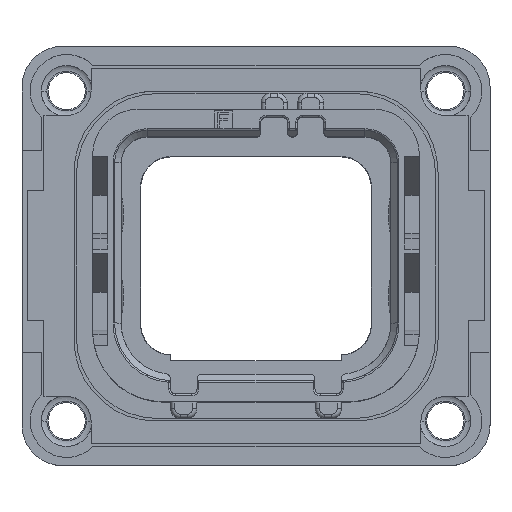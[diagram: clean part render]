
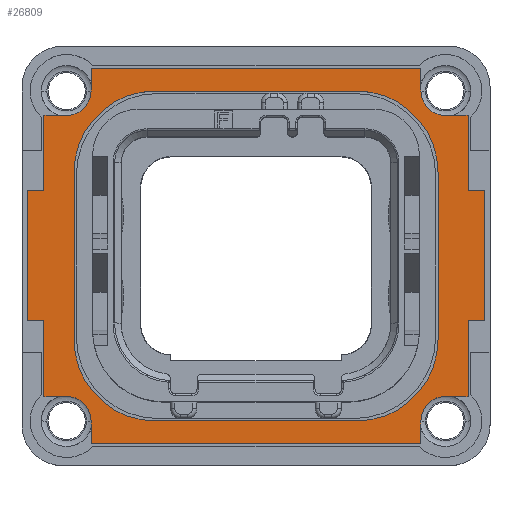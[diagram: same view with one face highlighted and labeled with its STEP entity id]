
A CAD part, top view. The second image highlights one B-rep face of the part: STEP entity #26809.
In plain terms, the highlighted planar face has unit normal (0, 0, 1).
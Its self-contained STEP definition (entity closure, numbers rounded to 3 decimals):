
#961=DIRECTION('',(0.,-1.,0.));
#962=VECTOR('',#961,4.65);
#963=CARTESIAN_POINT('',(-13.05,-4.,2.31));
#964=LINE('',#963,#962);
#965=DIRECTION('',(1.,0.,0.));
#966=VECTOR('',#965,1.);
#967=CARTESIAN_POINT('',(-14.05,-4.,2.31));
#968=LINE('',#967,#966);
#969=DIRECTION('',(0.,-1.,0.));
#970=VECTOR('',#969,8.);
#971=CARTESIAN_POINT('',(-14.05,4.,2.31));
#972=LINE('',#971,#970);
#973=DIRECTION('',(-1.,0.,0.));
#974=VECTOR('',#973,1.);
#975=CARTESIAN_POINT('',(-13.05,4.,2.31));
#976=LINE('',#975,#974);
#977=DIRECTION('',(0.,-1.,0.));
#978=VECTOR('',#977,4.65);
#979=CARTESIAN_POINT('',(-13.05,8.65,2.31));
#980=LINE('',#979,#978);
#981=DIRECTION('',(1.,0.,0.));
#982=VECTOR('',#981,1.4);
#983=CARTESIAN_POINT('',(-13.05,8.65,2.31));
#984=LINE('',#983,#982);
#985=CARTESIAN_POINT('',(-11.65,10.15,2.31));
#986=DIRECTION('',(0.,0.,1.));
#987=DIRECTION('',(0.,-1.,0.));
#988=AXIS2_PLACEMENT_3D('',#985,#986,#987);
#990=DIRECTION('',(0.,-1.,0.));
#991=VECTOR('',#990,1.4);
#992=CARTESIAN_POINT('',(-10.15,11.55,2.31));
#993=LINE('',#992,#991);
#994=DIRECTION('',(-1.,0.,0.));
#995=VECTOR('',#994,20.3);
#996=CARTESIAN_POINT('',(10.15,11.55,2.31));
#997=LINE('',#996,#995);
#998=DIRECTION('',(0.,-1.,0.));
#999=VECTOR('',#998,1.4);
#1000=CARTESIAN_POINT('',(10.15,11.55,2.31));
#1001=LINE('',#1000,#999);
#1002=CARTESIAN_POINT('',(11.65,10.15,2.31));
#1003=DIRECTION('',(0.,0.,1.));
#1004=DIRECTION('',(-1.,0.,0.));
#1005=AXIS2_PLACEMENT_3D('',#1002,#1003,#1004);
#1007=DIRECTION('',(-1.,0.,0.));
#1008=VECTOR('',#1007,1.4);
#1009=CARTESIAN_POINT('',(13.05,8.65,2.31));
#1010=LINE('',#1009,#1008);
#1011=DIRECTION('',(0.,1.,0.));
#1012=VECTOR('',#1011,4.65);
#1013=CARTESIAN_POINT('',(13.05,4.,2.31));
#1014=LINE('',#1013,#1012);
#1015=DIRECTION('',(-1.,0.,0.));
#1016=VECTOR('',#1015,1.);
#1017=CARTESIAN_POINT('',(14.05,4.,2.31));
#1018=LINE('',#1017,#1016);
#1019=DIRECTION('',(0.,1.,0.));
#1020=VECTOR('',#1019,8.);
#1021=CARTESIAN_POINT('',(14.05,-4.,2.31));
#1022=LINE('',#1021,#1020);
#1023=DIRECTION('',(1.,0.,0.));
#1024=VECTOR('',#1023,1.);
#1025=CARTESIAN_POINT('',(13.05,-4.,2.31));
#1026=LINE('',#1025,#1024);
#1027=DIRECTION('',(0.,1.,0.));
#1028=VECTOR('',#1027,4.65);
#1029=CARTESIAN_POINT('',(13.05,-8.65,2.31));
#1030=LINE('',#1029,#1028);
#1031=DIRECTION('',(-1.,0.,0.));
#1032=VECTOR('',#1031,1.4);
#1033=CARTESIAN_POINT('',(13.05,-8.65,2.31));
#1034=LINE('',#1033,#1032);
#1035=CARTESIAN_POINT('',(11.65,-10.15,2.31));
#1036=DIRECTION('',(0.,0.,1.));
#1037=DIRECTION('',(0.,1.,0.));
#1038=AXIS2_PLACEMENT_3D('',#1035,#1036,#1037);
#1040=DIRECTION('',(0.,1.,0.));
#1041=VECTOR('',#1040,1.4);
#1042=CARTESIAN_POINT('',(10.15,-11.55,2.31));
#1043=LINE('',#1042,#1041);
#1044=DIRECTION('',(1.,0.,0.));
#1045=VECTOR('',#1044,20.3);
#1046=CARTESIAN_POINT('',(-10.15,-11.55,2.31));
#1047=LINE('',#1046,#1045);
#1048=DIRECTION('',(0.,1.,0.));
#1049=VECTOR('',#1048,1.4);
#1050=CARTESIAN_POINT('',(-10.15,-11.55,2.31));
#1051=LINE('',#1050,#1049);
#1052=CARTESIAN_POINT('',(-11.65,-10.15,2.31));
#1053=DIRECTION('',(0.,0.,1.));
#1054=DIRECTION('',(1.,0.,0.));
#1055=AXIS2_PLACEMENT_3D('',#1052,#1053,#1054);
#1057=DIRECTION('',(1.,0.,0.));
#1058=VECTOR('',#1057,1.4);
#1059=CARTESIAN_POINT('',(-13.05,-8.65,2.31));
#1060=LINE('',#1059,#1058);
#1061=DIRECTION('',(0.,-1.,0.));
#1062=VECTOR('',#1061,10.3);
#1063=CARTESIAN_POINT('',(11.2,5.15,2.31));
#1064=LINE('',#1063,#1062);
#1065=DIRECTION('',(1.,0.,0.));
#1066=VECTOR('',#1065,12.4);
#1067=CARTESIAN_POINT('',(-6.2,10.15,2.31));
#1068=LINE('',#1067,#1066);
#1069=DIRECTION('',(0.,1.,0.));
#1070=VECTOR('',#1069,10.3);
#1071=CARTESIAN_POINT('',(-11.2,-5.15,2.31));
#1072=LINE('',#1071,#1070);
#1073=DIRECTION('',(-1.,0.,0.));
#1074=VECTOR('',#1073,12.4);
#1075=CARTESIAN_POINT('',(6.2,-10.15,2.31));
#1076=LINE('',#1075,#1074);
#1181=CARTESIAN_POINT('',(-6.2,-5.15,2.31));
#1182=DIRECTION('',(0.,0.,-1.));
#1183=DIRECTION('',(0.,-1.,0.));
#1184=AXIS2_PLACEMENT_3D('',#1181,#1182,#1183);
#1194=CARTESIAN_POINT('',(6.2,-5.15,2.31));
#1195=DIRECTION('',(0.,0.,-1.));
#1196=DIRECTION('',(1.,0.,0.));
#1197=AXIS2_PLACEMENT_3D('',#1194,#1195,#1196);
#1199=CARTESIAN_POINT('',(-6.2,5.15,2.31));
#1200=DIRECTION('',(0.,0.,-1.));
#1201=DIRECTION('',(-1.,0.,0.));
#1202=AXIS2_PLACEMENT_3D('',#1199,#1200,#1201);
#1212=CARTESIAN_POINT('',(6.2,5.15,2.31));
#1213=DIRECTION('',(0.,0.,-1.));
#1214=DIRECTION('',(0.,1.,0.));
#1215=AXIS2_PLACEMENT_3D('',#1212,#1213,#1214);
#24904=CARTESIAN_POINT('',(-11.2,-5.15,2.31));
#24905=CARTESIAN_POINT('',(-11.2,5.15,2.31));
#24906=VERTEX_POINT('',#24904);
#24907=VERTEX_POINT('',#24905);
#24908=CARTESIAN_POINT('',(-6.2,10.15,2.31));
#24909=CARTESIAN_POINT('',(6.2,10.15,2.31));
#24910=VERTEX_POINT('',#24908);
#24911=VERTEX_POINT('',#24909);
#24912=CARTESIAN_POINT('',(11.2,5.15,2.31));
#24913=CARTESIAN_POINT('',(11.2,-5.15,2.31));
#24914=VERTEX_POINT('',#24912);
#24915=VERTEX_POINT('',#24913);
#24916=CARTESIAN_POINT('',(6.2,-10.15,2.31));
#24917=CARTESIAN_POINT('',(-6.2,-10.15,2.31));
#24918=VERTEX_POINT('',#24916);
#24919=VERTEX_POINT('',#24917);
#24936=CARTESIAN_POINT('',(10.15,10.15,2.31));
#24937=CARTESIAN_POINT('',(11.65,8.65,2.31));
#24938=VERTEX_POINT('',#24936);
#24939=VERTEX_POINT('',#24937);
#24940=CARTESIAN_POINT('',(13.05,8.65,2.31));
#24941=VERTEX_POINT('',#24940);
#24942=CARTESIAN_POINT('',(10.15,11.55,2.31));
#24943=VERTEX_POINT('',#24942);
#24944=CARTESIAN_POINT('',(11.65,-8.65,2.31));
#24945=CARTESIAN_POINT('',(10.15,-10.15,2.31));
#24946=VERTEX_POINT('',#24944);
#24947=VERTEX_POINT('',#24945);
#24948=CARTESIAN_POINT('',(10.15,-11.55,2.31));
#24949=VERTEX_POINT('',#24948);
#24950=CARTESIAN_POINT('',(13.05,-8.65,2.31));
#24951=VERTEX_POINT('',#24950);
#24952=CARTESIAN_POINT('',(-10.15,-10.15,2.31));
#24953=CARTESIAN_POINT('',(-11.65,-8.65,2.31));
#24954=VERTEX_POINT('',#24952);
#24955=VERTEX_POINT('',#24953);
#24956=CARTESIAN_POINT('',(-13.05,-8.65,2.31));
#24957=VERTEX_POINT('',#24956);
#24958=CARTESIAN_POINT('',(-10.15,-11.55,2.31));
#24959=VERTEX_POINT('',#24958);
#24960=CARTESIAN_POINT('',(-10.15,11.55,2.31));
#24961=CARTESIAN_POINT('',(-10.15,10.15,2.31));
#24962=VERTEX_POINT('',#24960);
#24963=VERTEX_POINT('',#24961);
#24964=CARTESIAN_POINT('',(-13.05,8.65,2.31));
#24965=CARTESIAN_POINT('',(-11.65,8.65,2.31));
#24966=VERTEX_POINT('',#24964);
#24967=VERTEX_POINT('',#24965);
#24968=CARTESIAN_POINT('',(14.05,-4.,2.31));
#24969=CARTESIAN_POINT('',(14.05,4.,2.31));
#24970=VERTEX_POINT('',#24968);
#24971=VERTEX_POINT('',#24969);
#24972=CARTESIAN_POINT('',(-14.05,4.,2.31));
#24973=CARTESIAN_POINT('',(-14.05,-4.,2.31));
#24974=VERTEX_POINT('',#24972);
#24975=VERTEX_POINT('',#24973);
#24976=CARTESIAN_POINT('',(13.05,-4.,2.31));
#24977=VERTEX_POINT('',#24976);
#24978=CARTESIAN_POINT('',(13.05,4.,2.31));
#24979=VERTEX_POINT('',#24978);
#24980=CARTESIAN_POINT('',(-13.05,4.,2.31));
#24981=VERTEX_POINT('',#24980);
#24982=CARTESIAN_POINT('',(-13.05,-4.,2.31));
#24983=VERTEX_POINT('',#24982);
#26756=CARTESIAN_POINT('',(0.,0.,2.31));
#26757=DIRECTION('',(0.,0.,1.));
#26758=DIRECTION('',(1.,0.,0.));
#26759=AXIS2_PLACEMENT_3D('',#26756,#26757,#26758);
#26760=PLANE('',#26759);
#26761=ORIENTED_EDGE('',*,*,#26380,.F.);
#26762=ORIENTED_EDGE('',*,*,#26394,.F.);
#26763=ORIENTED_EDGE('',*,*,#26408,.F.);
#26764=ORIENTED_EDGE('',*,*,#26422,.F.);
#26765=ORIENTED_EDGE('',*,*,#26436,.F.);
#26766=ORIENTED_EDGE('',*,*,#26452,.T.);
#26768=ORIENTED_EDGE('',*,*,#26767,.T.);
#26769=ORIENTED_EDGE('',*,*,#26511,.F.);
#26770=ORIENTED_EDGE('',*,*,#26527,.F.);
#26771=ORIENTED_EDGE('',*,*,#26543,.T.);
#26773=ORIENTED_EDGE('',*,*,#26772,.T.);
#26774=ORIENTED_EDGE('',*,*,#26602,.F.);
#26775=ORIENTED_EDGE('',*,*,#26618,.F.);
#26776=ORIENTED_EDGE('',*,*,#26632,.F.);
#26777=ORIENTED_EDGE('',*,*,#26646,.F.);
#26778=ORIENTED_EDGE('',*,*,#26660,.F.);
#26779=ORIENTED_EDGE('',*,*,#26674,.F.);
#26780=ORIENTED_EDGE('',*,*,#26690,.T.);
#26782=ORIENTED_EDGE('',*,*,#26781,.T.);
#26783=ORIENTED_EDGE('',*,*,#26748,.F.);
#26784=ORIENTED_EDGE('',*,*,#26288,.F.);
#26785=ORIENTED_EDGE('',*,*,#26305,.T.);
#26787=ORIENTED_EDGE('',*,*,#26786,.T.);
#26788=ORIENTED_EDGE('',*,*,#26364,.F.);
#26789=EDGE_LOOP('',(#26761,#26762,#26763,#26764,#26765,#26766,#26768,#26769,
#26770,#26771,#26773,#26774,#26775,#26776,#26777,#26778,#26779,#26780,#26782,
#26783,#26784,#26785,#26787,#26788));
#26790=FACE_OUTER_BOUND('',#26789,.F.);
#26792=ORIENTED_EDGE('',*,*,#26791,.F.);
#26794=ORIENTED_EDGE('',*,*,#26793,.F.);
#26796=ORIENTED_EDGE('',*,*,#26795,.F.);
#26798=ORIENTED_EDGE('',*,*,#26797,.F.);
#26800=ORIENTED_EDGE('',*,*,#26799,.F.);
#26802=ORIENTED_EDGE('',*,*,#26801,.F.);
#26804=ORIENTED_EDGE('',*,*,#26803,.F.);
#26806=ORIENTED_EDGE('',*,*,#26805,.F.);
#26807=EDGE_LOOP('',(#26792,#26794,#26796,#26798,#26800,#26802,#26804,#26806));
#26808=FACE_BOUND('',#26807,.F.);
#26809=ADVANCED_FACE('',(#26790,#26808),#26760,.T.);
#989=CIRCLE('',#988,1.5);
#1006=CIRCLE('',#1005,1.5);
#1039=CIRCLE('',#1038,1.5);
#1056=CIRCLE('',#1055,1.5);
#1185=CIRCLE('',#1184,5.);
#1198=CIRCLE('',#1197,5.);
#1203=CIRCLE('',#1202,5.);
#1216=CIRCLE('',#1215,5.);
#26288=EDGE_CURVE('',#24959,#24949,#1047,.T.);
#26305=EDGE_CURVE('',#24959,#24954,#1051,.T.);
#26364=EDGE_CURVE('',#24957,#24955,#1060,.T.);
#26380=EDGE_CURVE('',#24983,#24957,#964,.T.);
#26394=EDGE_CURVE('',#24975,#24983,#968,.T.);
#26408=EDGE_CURVE('',#24974,#24975,#972,.T.);
#26422=EDGE_CURVE('',#24981,#24974,#976,.T.);
#26436=EDGE_CURVE('',#24966,#24981,#980,.T.);
#26452=EDGE_CURVE('',#24966,#24967,#984,.T.);
#26511=EDGE_CURVE('',#24962,#24963,#993,.T.);
#26527=EDGE_CURVE('',#24943,#24962,#997,.T.);
#26543=EDGE_CURVE('',#24943,#24938,#1001,.T.);
#26602=EDGE_CURVE('',#24941,#24939,#1010,.T.);
#26618=EDGE_CURVE('',#24979,#24941,#1014,.T.);
#26632=EDGE_CURVE('',#24971,#24979,#1018,.T.);
#26646=EDGE_CURVE('',#24970,#24971,#1022,.T.);
#26660=EDGE_CURVE('',#24977,#24970,#1026,.T.);
#26674=EDGE_CURVE('',#24951,#24977,#1030,.T.);
#26690=EDGE_CURVE('',#24951,#24946,#1034,.T.);
#26748=EDGE_CURVE('',#24949,#24947,#1043,.T.);
#26767=EDGE_CURVE('',#24967,#24963,#989,.T.);
#26772=EDGE_CURVE('',#24938,#24939,#1006,.T.);
#26781=EDGE_CURVE('',#24946,#24947,#1039,.T.);
#26786=EDGE_CURVE('',#24954,#24955,#1056,.T.);
#26791=EDGE_CURVE('',#24914,#24915,#1064,.T.);
#26793=EDGE_CURVE('',#24911,#24914,#1216,.T.);
#26795=EDGE_CURVE('',#24910,#24911,#1068,.T.);
#26797=EDGE_CURVE('',#24907,#24910,#1203,.T.);
#26799=EDGE_CURVE('',#24906,#24907,#1072,.T.);
#26801=EDGE_CURVE('',#24919,#24906,#1185,.T.);
#26803=EDGE_CURVE('',#24918,#24919,#1076,.T.);
#26805=EDGE_CURVE('',#24915,#24918,#1198,.T.);
